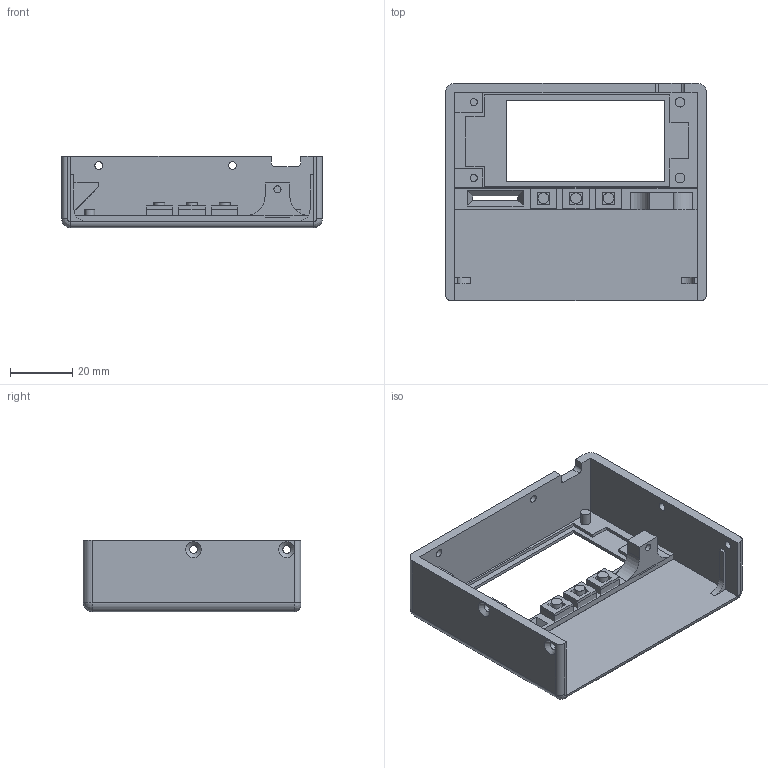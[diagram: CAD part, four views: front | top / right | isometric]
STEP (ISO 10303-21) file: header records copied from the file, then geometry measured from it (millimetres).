
FILE_DESCRIPTION(('FreeCAD Model'),'2;1');
FILE_NAME('Open CASCADE Shape Model','2024-09-10T18:36:25',(''),(''), 'Open CASCADE STEP processor 7.6','FreeCAD','Unknown');
FILE_SCHEMA(('AUTOMOTIVE_DESIGN { 1 0 10303 214 1 1 1 1 }'));
Length unit declared in the file: millimetre
Products named in the file (5): BoxV2; Screen; Buttons; Bottom; Wall
Assembly tree (4 placements, depth 2):
  BoxV2
    Screen
    Buttons
    Bottom
    Wall
Bounding box: 84 x 70 x 23 mm (x, y, z)
Volume: 23990.9 mm3; surface area: 23096.8 mm2
Topology: 9 solids, 9 shells, 287 faces, 684 edges, 435 vertices
Faces by surface type: plane 184, cylinder 50, bspline 31, torus 9, cone 9, revolution 4
Full cylindrical faces by diameter (mm): 2.3 x3, 2.5 x6, 3.1 x4, 3.5 x6, 4 x3
Entity records: 9774 total; most frequent: CARTESIAN_POINT 2321, ORIENTED_EDGE 1368, DIRECTION 1233, EDGE_CURVE 684, LINE 483, VECTOR 483, VERTEX_POINT 435, AXIS2_PLACEMENT_3D 373
